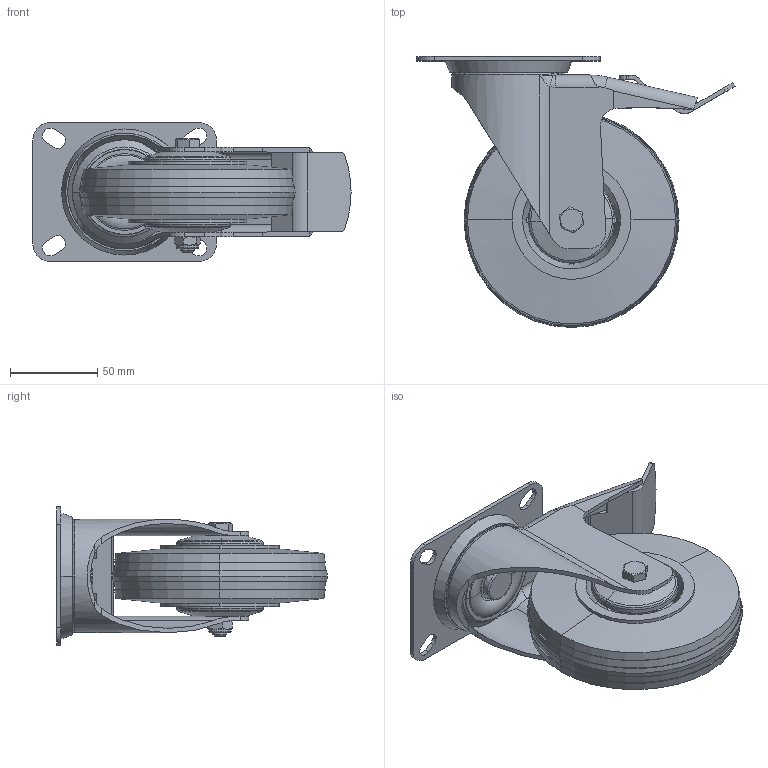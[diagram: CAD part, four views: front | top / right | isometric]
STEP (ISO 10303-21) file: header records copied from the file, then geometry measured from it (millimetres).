
FILE_DESCRIPTION(('FreeCAD Model'),'2;1');
FILE_NAME('Open CASCADE Shape Model','2024-10-15T08:22:26',(''),(''), 'Open CASCADE STEP processor 7.6','FreeCAD','Unknown');
FILE_SCHEMA(('AUTOMOTIVE_DESIGN { 1 0 10303 214 1 1 1 1 }'));
Length unit declared in the file: millimetre
Products named in the file (10): ST-RD125; ST-RD126; 55251260-1; RA-13-23-2.5; Rlx-12-20-39; ST-RD127; ENT-8.5-12-46; TH-M8x60; M8-Auto-frein; ST-RD128
Assembly tree (10 placements, depth 3):
  ST-RD125
    ST-RD126
      55251260-1
      RA-13-23-2.5
      Rlx-12-20-39
    ST-RD127
    ENT-8.5-12-46
    TH-M8x60
    M8-Auto-frein
    ST-RD128  x2
Bounding box: 182.09 x 155 x 79.5 mm (x, y, z)
Volume: 404493.2 mm3; surface area: 160830.2 mm2
Topology: 24 solids, 25 shells, 548 faces, 3819 edges, 10700 vertices
Faces by surface type: plane 219, cylinder 160, cone 84, torus 69, bspline 14, revolution 2
Entity records: 72837 total; most frequent: CARTESIAN_POINT 26089, DIRECTION 8458, LINE 3695, VECTOR 3695, ORIENTED_EDGE 2638, PCURVE 2638, DEFINITIONAL_REPRESENTATION 2638, GEOMETRIC_CURVE_SET 2466
